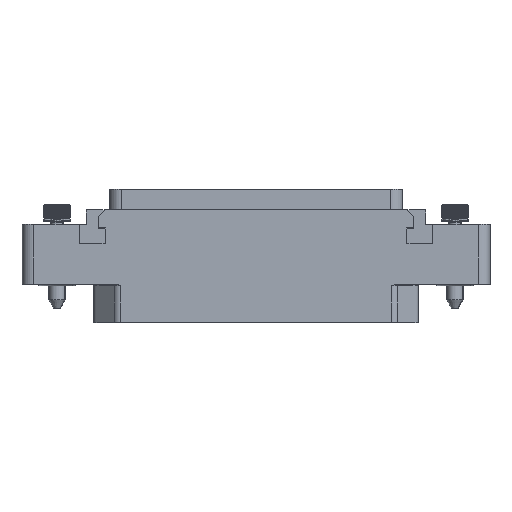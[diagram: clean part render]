
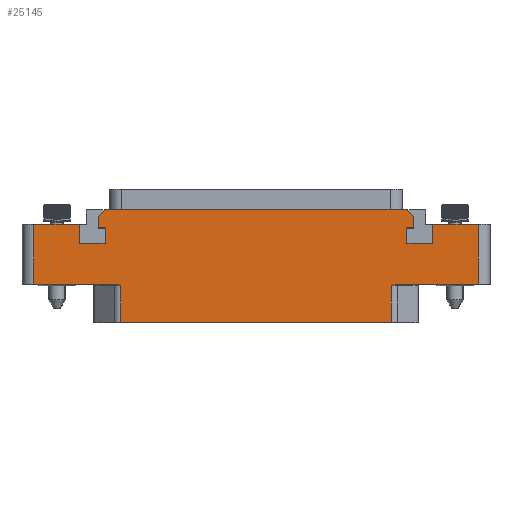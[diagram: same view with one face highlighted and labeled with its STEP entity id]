
A CAD part, top view. The second image highlights one B-rep face of the part: STEP entity #25145.
In plain terms, the highlighted planar face has unit normal (0, 0, 1).
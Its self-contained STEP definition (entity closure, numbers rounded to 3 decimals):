
#754=DIRECTION('',(-1.,0.,0.));
#755=VECTOR('',#754,46.236);
#756=CARTESIAN_POINT('',(23.118,-6.5,7.));
#757=LINE('',#756,#755);
#849=DIRECTION('',(1.,0.,0.));
#850=VECTOR('',#849,14.082);
#851=CARTESIAN_POINT('',(-38.,0.,7.));
#852=LINE('',#851,#850);
#915=DIRECTION('',(0.,-1.,0.));
#916=VECTOR('',#915,10.25);
#917=CARTESIAN_POINT('',(-38.,10.25,7.));
#918=LINE('',#917,#916);
#933=DIRECTION('',(1.,0.,0.));
#934=VECTOR('',#933,7.8);
#935=CARTESIAN_POINT('',(-38.,10.25,7.));
#936=LINE('',#935,#934);
#937=DIRECTION('',(0.,-1.,0.));
#938=VECTOR('',#937,3.2);
#939=CARTESIAN_POINT('',(-30.2,10.25,7.));
#940=LINE('',#939,#938);
#941=DIRECTION('',(1.,0.,0.));
#942=VECTOR('',#941,4.4);
#943=CARTESIAN_POINT('',(-30.2,7.05,7.));
#944=LINE('',#943,#942);
#945=DIRECTION('',(0.,1.,0.));
#946=VECTOR('',#945,2.6);
#947=CARTESIAN_POINT('',(-25.8,7.05,7.));
#948=LINE('',#947,#946);
#949=DIRECTION('',(-1.,0.,0.));
#950=VECTOR('',#949,1.2);
#951=CARTESIAN_POINT('',(-25.8,9.65,7.));
#952=LINE('',#951,#950);
#953=DIRECTION('',(0.,-1.,0.));
#954=VECTOR('',#953,1.9);
#955=CARTESIAN_POINT('',(-27.,11.55,7.));
#956=LINE('',#955,#954);
#957=DIRECTION('',(1.,0.,0.));
#958=VECTOR('',#957,51.6);
#959=CARTESIAN_POINT('',(-25.8,12.75,7.));
#960=LINE('',#959,#958);
#961=DIRECTION('',(0.,-1.,0.));
#962=VECTOR('',#961,1.9);
#963=CARTESIAN_POINT('',(27.,11.55,7.));
#964=LINE('',#963,#962);
#965=DIRECTION('',(-1.,0.,0.));
#966=VECTOR('',#965,1.2);
#967=CARTESIAN_POINT('',(27.,9.65,7.));
#968=LINE('',#967,#966);
#969=DIRECTION('',(0.,-1.,0.));
#970=VECTOR('',#969,2.6);
#971=CARTESIAN_POINT('',(25.8,9.65,7.));
#972=LINE('',#971,#970);
#973=DIRECTION('',(1.,0.,0.));
#974=VECTOR('',#973,4.4);
#975=CARTESIAN_POINT('',(25.8,7.05,7.));
#976=LINE('',#975,#974);
#977=DIRECTION('',(0.,1.,0.));
#978=VECTOR('',#977,3.2);
#979=CARTESIAN_POINT('',(30.2,7.05,7.));
#980=LINE('',#979,#978);
#981=DIRECTION('',(1.,0.,0.));
#982=VECTOR('',#981,7.8);
#983=CARTESIAN_POINT('',(30.2,10.25,7.));
#984=LINE('',#983,#982);
#985=DIRECTION('',(1.,0.,0.));
#986=VECTOR('',#985,14.082);
#987=CARTESIAN_POINT('',(23.918,0.,7.));
#988=LINE('',#987,#986);
#1019=CARTESIAN_POINT('',(23.118,-0.2,7.));
#1020=CARTESIAN_POINT('',(23.14,-0.192,7.));
#1021=CARTESIAN_POINT('',(23.184,-0.176,7.));
#1022=CARTESIAN_POINT('',(23.251,-0.152,7.));
#1023=CARTESIAN_POINT('',(23.318,-0.128,7.));
#1024=CARTESIAN_POINT('',(23.385,-0.106,7.));
#1025=CARTESIAN_POINT('',(23.451,-0.085,7.));
#1026=CARTESIAN_POINT('',(23.515,-0.066,7.));
#1027=CARTESIAN_POINT('',(23.577,-0.049,7.));
#1028=CARTESIAN_POINT('',(23.636,-0.035,7.));
#1029=CARTESIAN_POINT('',(23.688,-0.024,7.));
#1030=CARTESIAN_POINT('',(23.734,-0.016,7.));
#1031=CARTESIAN_POINT('',(23.776,-0.01,7.));
#1032=CARTESIAN_POINT('',(23.814,-0.005,7.));
#1033=CARTESIAN_POINT('',(23.85,-0.002,7.));
#1034=CARTESIAN_POINT('',(23.884,0.,7.));
#1035=CARTESIAN_POINT('',(23.907,0.,7.));
#1036=CARTESIAN_POINT('',(23.918,0.,7.));
#1052=DIRECTION('',(0.,1.,0.));
#1053=VECTOR('',#1052,6.3);
#1054=CARTESIAN_POINT('',(23.118,-6.5,7.));
#1055=LINE('',#1054,#1053);
#1097=DIRECTION('',(0.,1.,0.));
#1098=VECTOR('',#1097,10.25);
#1099=CARTESIAN_POINT('',(38.,0.,7.));
#1100=LINE('',#1099,#1098);
#3768=DIRECTION('',(0.,1.,0.));
#3769=VECTOR('',#3768,6.3);
#3770=CARTESIAN_POINT('',(-23.118,-6.5,7.));
#3771=LINE('',#3770,#3769);
#3796=CARTESIAN_POINT('',(-23.918,0.,7.));
#3797=CARTESIAN_POINT('',(-23.907,0.,7.));
#3798=CARTESIAN_POINT('',(-23.884,0.,7.));
#3799=CARTESIAN_POINT('',(-23.85,-0.002,7.));
#3800=CARTESIAN_POINT('',(-23.814,-0.005,7.));
#3801=CARTESIAN_POINT('',(-23.776,-0.01,7.));
#3802=CARTESIAN_POINT('',(-23.734,-0.016,7.));
#3803=CARTESIAN_POINT('',(-23.688,-0.024,7.));
#3804=CARTESIAN_POINT('',(-23.636,-0.035,7.));
#3805=CARTESIAN_POINT('',(-23.577,-0.049,7.));
#3806=CARTESIAN_POINT('',(-23.515,-0.066,7.));
#3807=CARTESIAN_POINT('',(-23.451,-0.085,7.));
#3808=CARTESIAN_POINT('',(-23.385,-0.106,7.));
#3809=CARTESIAN_POINT('',(-23.318,-0.128,7.));
#3810=CARTESIAN_POINT('',(-23.251,-0.152,7.));
#3811=CARTESIAN_POINT('',(-23.184,-0.176,7.));
#3812=CARTESIAN_POINT('',(-23.14,-0.192,7.));
#3813=CARTESIAN_POINT('',(-23.118,-0.2,7.));
#3963=DIRECTION('',(-0.707,-0.707,0.));
#3964=VECTOR('',#3963,1.697);
#3965=CARTESIAN_POINT('',(-25.8,12.75,7.));
#3966=LINE('',#3965,#3964);
#4003=DIRECTION('',(0.707,-0.707,0.));
#4004=VECTOR('',#4003,1.697);
#4005=CARTESIAN_POINT('',(25.8,12.75,7.));
#4006=LINE('',#4005,#4004);
#20061=CARTESIAN_POINT('',(-30.2,10.25,7.));
#20062=CARTESIAN_POINT('',(-30.2,7.05,7.));
#20063=VERTEX_POINT('',#20061);
#20064=VERTEX_POINT('',#20062);
#20065=CARTESIAN_POINT('',(-25.8,7.05,7.));
#20066=VERTEX_POINT('',#20065);
#20067=CARTESIAN_POINT('',(-25.8,9.65,7.));
#20068=VERTEX_POINT('',#20067);
#20069=CARTESIAN_POINT('',(-27.,9.65,7.));
#20070=VERTEX_POINT('',#20069);
#20071=CARTESIAN_POINT('',(27.,9.65,7.));
#20072=CARTESIAN_POINT('',(25.8,9.65,7.));
#20073=VERTEX_POINT('',#20071);
#20074=VERTEX_POINT('',#20072);
#20075=CARTESIAN_POINT('',(25.8,7.05,7.));
#20076=VERTEX_POINT('',#20075);
#20077=CARTESIAN_POINT('',(30.2,7.05,7.));
#20078=VERTEX_POINT('',#20077);
#20079=CARTESIAN_POINT('',(30.2,10.25,7.));
#20080=VERTEX_POINT('',#20079);
#20085=CARTESIAN_POINT('',(-25.8,12.75,7.));
#20087=VERTEX_POINT('',#20085);
#20089=CARTESIAN_POINT('',(-27.,11.55,7.));
#20091=VERTEX_POINT('',#20089);
#20093=CARTESIAN_POINT('',(25.8,12.75,7.));
#20095=VERTEX_POINT('',#20093);
#20097=CARTESIAN_POINT('',(27.,11.55,7.));
#20099=VERTEX_POINT('',#20097);
#20189=CARTESIAN_POINT('',(38.,0.,7.));
#20190=CARTESIAN_POINT('',(38.,10.25,7.));
#20191=VERTEX_POINT('',#20189);
#20192=VERTEX_POINT('',#20190);
#20197=CARTESIAN_POINT('',(-38.,10.25,7.));
#20198=CARTESIAN_POINT('',(-38.,0.,7.));
#20199=VERTEX_POINT('',#20197);
#20200=VERTEX_POINT('',#20198);
#20438=CARTESIAN_POINT('',(23.118,-6.5,7.));
#20440=VERTEX_POINT('',#20438);
#20441=CARTESIAN_POINT('',(-23.118,-6.5,7.));
#20443=VERTEX_POINT('',#20441);
#20505=CARTESIAN_POINT('',(-23.118,-0.2,7.));
#20506=VERTEX_POINT('',#20505);
#20507=CARTESIAN_POINT('',(-23.918,0.,7.));
#20508=VERTEX_POINT('',#20507);
#20509=CARTESIAN_POINT('',(23.118,-0.2,7.));
#20511=VERTEX_POINT('',#20509);
#20513=CARTESIAN_POINT('',(23.918,0.,7.));
#20515=VERTEX_POINT('',#20513);
#25096=CARTESIAN_POINT('',(0.,0.,7.));
#25097=DIRECTION('',(0.,0.,-1.));
#25098=DIRECTION('',(-1.,0.,0.));
#25099=AXIS2_PLACEMENT_3D('',#25096,#25097,#25098);
#25100=PLANE('',#25099);
#25102=ORIENTED_EDGE('',*,*,#25101,.F.);
#25104=ORIENTED_EDGE('',*,*,#25103,.F.);
#25106=ORIENTED_EDGE('',*,*,#25105,.F.);
#25107=ORIENTED_EDGE('',*,*,#24916,.T.);
#25109=ORIENTED_EDGE('',*,*,#25108,.T.);
#25111=ORIENTED_EDGE('',*,*,#25110,.F.);
#25112=ORIENTED_EDGE('',*,*,#25003,.F.);
#25113=ORIENTED_EDGE('',*,*,#25087,.F.);
#25114=ORIENTED_EDGE('',*,*,#25051,.T.);
#25116=ORIENTED_EDGE('',*,*,#25115,.T.);
#25118=ORIENTED_EDGE('',*,*,#25117,.T.);
#25120=ORIENTED_EDGE('',*,*,#25119,.T.);
#25122=ORIENTED_EDGE('',*,*,#25121,.T.);
#25124=ORIENTED_EDGE('',*,*,#25123,.F.);
#25126=ORIENTED_EDGE('',*,*,#25125,.F.);
#25127=ORIENTED_EDGE('',*,*,#24657,.T.);
#25129=ORIENTED_EDGE('',*,*,#25128,.T.);
#25131=ORIENTED_EDGE('',*,*,#25130,.T.);
#25133=ORIENTED_EDGE('',*,*,#25132,.T.);
#25135=ORIENTED_EDGE('',*,*,#25134,.T.);
#25137=ORIENTED_EDGE('',*,*,#25136,.T.);
#25139=ORIENTED_EDGE('',*,*,#25138,.T.);
#25140=ORIENTED_EDGE('',*,*,#24731,.T.);
#25142=ORIENTED_EDGE('',*,*,#25141,.F.);
#25143=EDGE_LOOP('',(#25102,#25104,#25106,#25107,#25109,#25111,#25112,#25113,
#25114,#25116,#25118,#25120,#25122,#25124,#25126,#25127,#25129,#25131,#25133,
#25135,#25137,#25139,#25140,#25142));
#25144=FACE_OUTER_BOUND('',#25143,.F.);
#25145=ADVANCED_FACE('',(#25144),#25100,.F.);
#1037=B_SPLINE_CURVE_WITH_KNOTS('',3,(#1019,#1020,#1021,#1022,#1023,#1024,#1025,
#1026,#1027,#1028,#1029,#1030,#1031,#1032,#1033,#1034,#1035,#1036),
.UNSPECIFIED.,.F.,.F.,(4,1,1,1,1,1,1,1,1,1,1,1,1,1,1,4),(0.,0.067,
0.133,0.2,0.267,0.333,0.4,
0.467,0.533,0.6,0.667,0.733,
0.8,0.867,0.933,1.),.UNSPECIFIED.);
#3814=B_SPLINE_CURVE_WITH_KNOTS('',3,(#3796,#3797,#3798,#3799,#3800,#3801,#3802,
#3803,#3804,#3805,#3806,#3807,#3808,#3809,#3810,#3811,#3812,#3813),
.UNSPECIFIED.,.F.,.F.,(4,1,1,1,1,1,1,1,1,1,1,1,1,1,1,4),(0.,0.067,
0.133,0.2,0.267,0.333,0.4,
0.467,0.533,0.6,0.667,0.733,
0.8,0.867,0.933,1.),.UNSPECIFIED.);
#24657=EDGE_CURVE('',#20087,#20095,#960,.T.);
#24731=EDGE_CURVE('',#20080,#20192,#984,.T.);
#24916=EDGE_CURVE('',#20440,#20443,#757,.T.);
#25003=EDGE_CURVE('',#20200,#20508,#852,.T.);
#25051=EDGE_CURVE('',#20199,#20063,#936,.T.);
#25087=EDGE_CURVE('',#20199,#20200,#918,.T.);
#25101=EDGE_CURVE('',#20515,#20191,#988,.T.);
#25103=EDGE_CURVE('',#20511,#20515,#1037,.T.);
#25105=EDGE_CURVE('',#20440,#20511,#1055,.T.);
#25108=EDGE_CURVE('',#20443,#20506,#3771,.T.);
#25110=EDGE_CURVE('',#20508,#20506,#3814,.T.);
#25115=EDGE_CURVE('',#20063,#20064,#940,.T.);
#25117=EDGE_CURVE('',#20064,#20066,#944,.T.);
#25119=EDGE_CURVE('',#20066,#20068,#948,.T.);
#25121=EDGE_CURVE('',#20068,#20070,#952,.T.);
#25123=EDGE_CURVE('',#20091,#20070,#956,.T.);
#25125=EDGE_CURVE('',#20087,#20091,#3966,.T.);
#25128=EDGE_CURVE('',#20095,#20099,#4006,.T.);
#25130=EDGE_CURVE('',#20099,#20073,#964,.T.);
#25132=EDGE_CURVE('',#20073,#20074,#968,.T.);
#25134=EDGE_CURVE('',#20074,#20076,#972,.T.);
#25136=EDGE_CURVE('',#20076,#20078,#976,.T.);
#25138=EDGE_CURVE('',#20078,#20080,#980,.T.);
#25141=EDGE_CURVE('',#20191,#20192,#1100,.T.);
